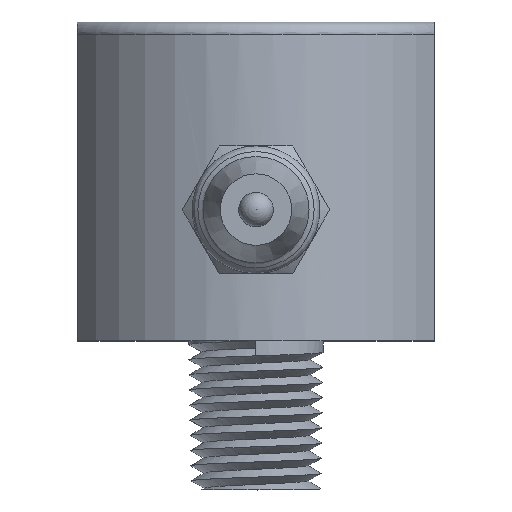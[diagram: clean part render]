
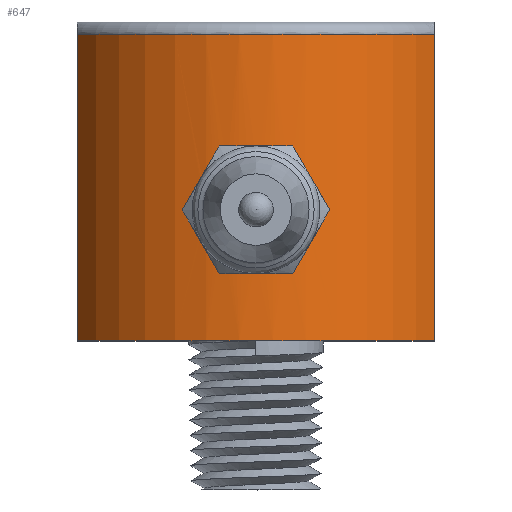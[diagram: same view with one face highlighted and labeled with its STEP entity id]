
A CAD part, top view. The second image highlights one B-rep face of the part: STEP entity #647.
In plain terms, the highlighted cylindrical face has radius 12.7 mm (diameter 25.4 mm), a partial arc.
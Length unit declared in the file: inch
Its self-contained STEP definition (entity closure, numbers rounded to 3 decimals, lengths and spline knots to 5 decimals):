
#58=LINE('',#2550,#88);
#60=LINE('',#2571,#90);
#61=LINE('',#2575,#91);
#62=LINE('',#2597,#92);
#88=VECTOR('',#799,0.3937);
#90=VECTOR('',#809,0.3937);
#91=VECTOR('',#812,0.3937);
#92=VECTOR('',#813,0.3937);
#125=B_SPLINE_CURVE_WITH_KNOTS('',3,(#2577,#2578,#2579,#2580,#2581,#2582,
#2583,#2584,#2585,#2586,#2587,#2588,#2589,#2590,#2591,#2592,#2593,#2594,
#2595),.UNSPECIFIED.,.F.,.F.,(4,2,2,2,3,2,2,2,4),(1.44179,1.56193,
1.68207,1.80223,1.92238,2.04254,2.1627,
2.28284,2.40298),.UNSPECIFIED.);
#126=B_SPLINE_CURVE_WITH_KNOTS('',3,(#2598,#2599,#2600,#2601,#2602,#2603,
#2604,#2605,#2606,#2607,#2608,#2609,#2610,#2611,#2612,#2613,#2614,#2615),
 .UNSPECIFIED.,.F.,.F.,(4,2,2,2,2,2,2,2,4),(0.4806,0.60074,
0.72088,0.84103,0.96119,1.08135,
1.20151,1.32165,1.44179),.UNSPECIFIED.);
#134=FACE_BOUND('',#209,.T.);
#162=FACE_OUTER_BOUND('',#208,.T.);
#208=EDGE_LOOP('',(#467,#468,#469,#470));
#209=EDGE_LOOP('',(#471,#472,#473,#474,#475,#476));
#262=CIRCLE('',#705,0.5);
#264=CIRCLE('',#708,0.5);
#301=VERTEX_POINT('',#2536);
#302=VERTEX_POINT('',#2549);
#304=VERTEX_POINT('',#2554);
#305=VERTEX_POINT('',#2570);
#306=VERTEX_POINT('',#2573);
#307=VERTEX_POINT('',#2574);
#308=VERTEX_POINT('',#2576);
#309=VERTEX_POINT('',#2596);
#365=EDGE_CURVE('',#301,#302,#58,.T.);
#368=EDGE_CURVE('',#304,#301,#262,.T.);
#370=EDGE_CURVE('',#304,#305,#60,.T.);
#371=EDGE_CURVE('',#305,#302,#264,.T.);
#372=EDGE_CURVE('',#306,#307,#61,.T.);
#373=EDGE_CURVE('',#308,#306,#125,.T.);
#374=EDGE_CURVE('',#309,#308,#62,.T.);
#375=EDGE_CURVE('',#306,#308,#126,.T.);
#467=ORIENTED_EDGE('',*,*,#368,.F.);
#468=ORIENTED_EDGE('',*,*,#370,.T.);
#469=ORIENTED_EDGE('',*,*,#371,.T.);
#470=ORIENTED_EDGE('',*,*,#365,.F.);
#471=ORIENTED_EDGE('',*,*,#372,.T.);
#472=ORIENTED_EDGE('',*,*,#372,.F.);
#473=ORIENTED_EDGE('',*,*,#373,.F.);
#474=ORIENTED_EDGE('',*,*,#374,.F.);
#475=ORIENTED_EDGE('',*,*,#374,.T.);
#476=ORIENTED_EDGE('',*,*,#375,.F.);
#581=CYLINDRICAL_SURFACE('',#707,0.5);
#647=ADVANCED_FACE('',(#162,#134),#581,.T.);
#705=AXIS2_PLACEMENT_3D('',#2567,#803,#804);
#707=AXIS2_PLACEMENT_3D('',#2569,#807,#808);
#708=AXIS2_PLACEMENT_3D('',#2572,#810,#811);
#799=DIRECTION('',(0.,-1.,0.));
#803=DIRECTION('center_axis',(0.,1.,0.));
#804=DIRECTION('ref_axis',(0.,0.,1.));
#807=DIRECTION('center_axis',(0.,-1.,0.));
#808=DIRECTION('ref_axis',(1.,0.,0.));
#809=DIRECTION('',(0.,-1.,0.));
#810=DIRECTION('center_axis',(0.,1.,0.));
#811=DIRECTION('ref_axis',(1.,0.,0.));
#812=DIRECTION('',(0.,-1.,0.));
#813=DIRECTION('',(0.,-1.,0.));
#2536=CARTESIAN_POINT('',(0.14757,0.86236,-0.05794));
#2549=CARTESIAN_POINT('',(0.14757,0.11236,-0.05794));
#2550=CARTESIAN_POINT('',(0.14757,0.89236,-0.05794));
#2554=CARTESIAN_POINT('',(-0.72743,0.86236,-0.05794));
#2567=CARTESIAN_POINT('Origin',(-0.28993,0.86236,-0.3));
#2569=CARTESIAN_POINT('Origin',(-0.28993,0.89236,-0.3));
#2570=CARTESIAN_POINT('',(-0.72743,0.11236,-0.05794));
#2571=CARTESIAN_POINT('',(-0.72743,0.89236,-0.05794));
#2572=CARTESIAN_POINT('Origin',(-0.28993,0.11236,-0.3));
#2573=CARTESIAN_POINT('',(-0.28993,0.30736,0.2));
#2574=CARTESIAN_POINT('',(-0.28993,0.27611,0.2));
#2575=CARTESIAN_POINT('',(-0.28993,0.89236,0.2));
#2576=CARTESIAN_POINT('',(-0.28993,0.55736,0.2));
#2577=CARTESIAN_POINT('Ctrl Pts',(-0.28993,0.55736,
0.2));
#2578=CARTESIAN_POINT('Ctrl Pts',(-0.3057,0.55736,
0.2));
#2579=CARTESIAN_POINT('Ctrl Pts',(-0.32247,0.55419,
0.19918));
#2580=CARTESIAN_POINT('Ctrl Pts',(-0.35325,0.54142,0.19622));
#2581=CARTESIAN_POINT('Ctrl Pts',(-0.36726,0.53181,
0.19411));
#2582=CARTESIAN_POINT('Ctrl Pts',(-0.38938,0.50969,
0.19014));
#2583=CARTESIAN_POINT('Ctrl Pts',(-0.39899,0.49568,
0.18801));
#2584=CARTESIAN_POINT('Ctrl Pts',(-0.41177,0.4649,
0.18497));
#2585=CARTESIAN_POINT('Ctrl Pts',(-0.41493,0.44813,0.18412));
#2586=CARTESIAN_POINT('Ctrl Pts',(-0.41493,0.43236,
0.18412));
#2587=CARTESIAN_POINT('Ctrl Pts',(-0.41493,0.41659,
0.18412));
#2588=CARTESIAN_POINT('Ctrl Pts',(-0.41177,0.39982,
0.18497));
#2589=CARTESIAN_POINT('Ctrl Pts',(-0.39899,0.36904,
0.18801));
#2590=CARTESIAN_POINT('Ctrl Pts',(-0.38938,0.35503,
0.19014));
#2591=CARTESIAN_POINT('Ctrl Pts',(-0.36726,0.33291,
0.19411));
#2592=CARTESIAN_POINT('Ctrl Pts',(-0.35325,0.3233,
0.19622));
#2593=CARTESIAN_POINT('Ctrl Pts',(-0.32247,0.31052,
0.19918));
#2594=CARTESIAN_POINT('Ctrl Pts',(-0.3057,0.30736,0.2));
#2595=CARTESIAN_POINT('Ctrl Pts',(-0.28993,0.30736,
0.2));
#2596=CARTESIAN_POINT('',(-0.28993,0.58861,0.2));
#2597=CARTESIAN_POINT('',(-0.28993,0.89236,0.2));
#2598=CARTESIAN_POINT('Ctrl Pts',(-0.28993,0.30736,
0.2));
#2599=CARTESIAN_POINT('Ctrl Pts',(-0.27417,0.30736,
0.2));
#2600=CARTESIAN_POINT('Ctrl Pts',(-0.2574,0.31052,
0.19918));
#2601=CARTESIAN_POINT('Ctrl Pts',(-0.22662,0.3233,0.19622));
#2602=CARTESIAN_POINT('Ctrl Pts',(-0.21261,0.33291,
0.19411));
#2603=CARTESIAN_POINT('Ctrl Pts',(-0.19049,0.35503,
0.19014));
#2604=CARTESIAN_POINT('Ctrl Pts',(-0.18088,0.36904,
0.18801));
#2605=CARTESIAN_POINT('Ctrl Pts',(-0.1681,0.39982,
0.18497));
#2606=CARTESIAN_POINT('Ctrl Pts',(-0.16493,0.41659,
0.18412));
#2607=CARTESIAN_POINT('Ctrl Pts',(-0.16493,0.44813,0.18412));
#2608=CARTESIAN_POINT('Ctrl Pts',(-0.1681,0.4649,
0.18497));
#2609=CARTESIAN_POINT('Ctrl Pts',(-0.18088,0.49568,
0.18801));
#2610=CARTESIAN_POINT('Ctrl Pts',(-0.19049,0.50969,0.19014));
#2611=CARTESIAN_POINT('Ctrl Pts',(-0.21261,0.53181,
0.19411));
#2612=CARTESIAN_POINT('Ctrl Pts',(-0.22662,0.54142,0.19622));
#2613=CARTESIAN_POINT('Ctrl Pts',(-0.2574,0.55419,
0.19918));
#2614=CARTESIAN_POINT('Ctrl Pts',(-0.27417,0.55736,0.2));
#2615=CARTESIAN_POINT('Ctrl Pts',(-0.28993,0.55736,
0.2));
